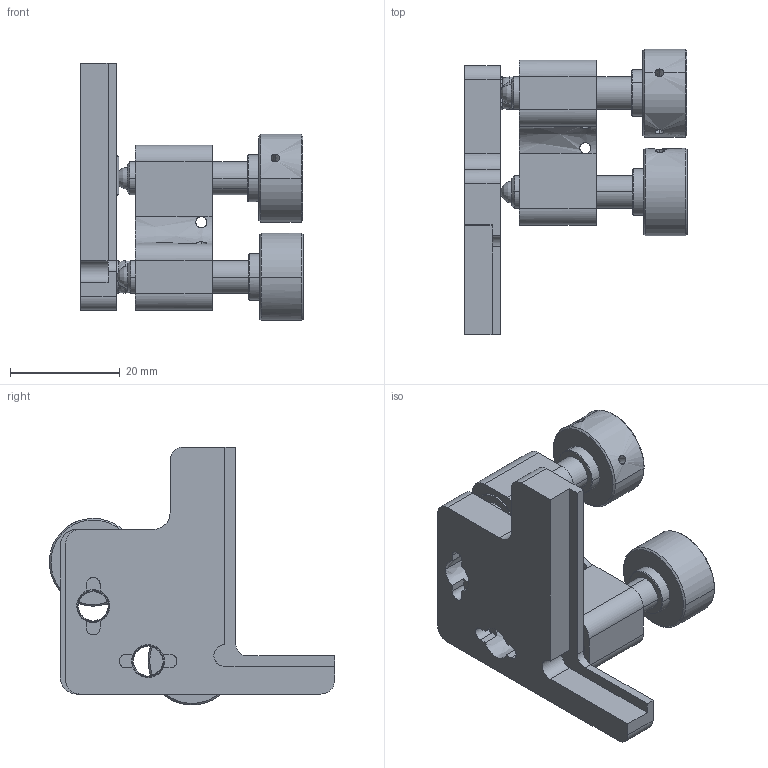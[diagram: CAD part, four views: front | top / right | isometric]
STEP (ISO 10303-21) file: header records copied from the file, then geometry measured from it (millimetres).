
FILE_DESCRIPTION(/* description */ (''),/* implementation_level */ '2;1');
FILE_NAME(/* name */ '01_MMR-B',/* time_stamp */ '2024-08-12T12:34:02+03:00',/* author */ (''),/* organization */ (''),/* preprocessor_version */ 'ST-DEVELOPER v15',/* originating_system */ '',/* authorisation */ '');
FILE_SCHEMA (('AUTOMOTIVE_DESIGN'));
Length unit declared in the file: millimetre
Products named in the file (1): Document
Bounding box: 40.6 x 52 x 47 mm (x, y, z)
Volume: 17809.4 mm3; surface area: 13413.4 mm2
Topology: 14 solids, 14 shells, 605 faces, 1660 edges, 1088 vertices
Faces by surface type: bspline 320, plane 285
Entity records: 20905 total; most frequent: CARTESIAN_POINT 10840, ORIENTED_EDGE 3288, EDGE_CURVE 1644, VERTEX_POINT 1088, B_SPLINE_CURVE_WITH_KNOTS 1059, EDGE_LOOP 670, ADVANCED_FACE 605, FACE_OUTER_BOUND 605
